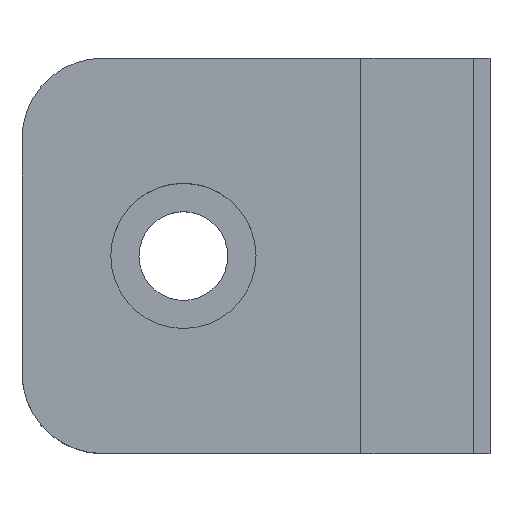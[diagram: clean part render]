
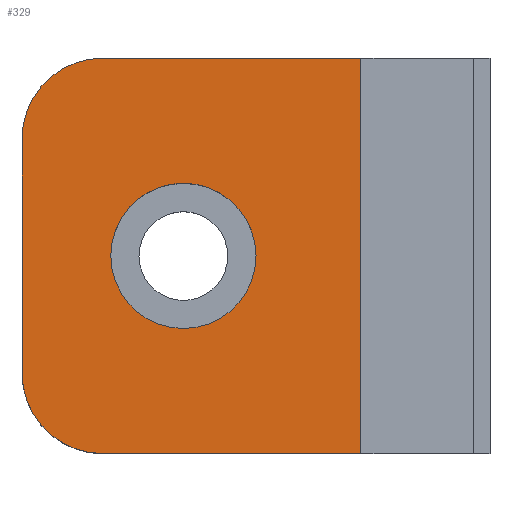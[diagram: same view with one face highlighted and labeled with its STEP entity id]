
A CAD part, top view. The second image highlights one B-rep face of the part: STEP entity #329.
In plain terms, the highlighted planar face has unit normal (0, 0, 1).
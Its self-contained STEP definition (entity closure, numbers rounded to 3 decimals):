
#15=FACE_BOUND('',#59,.T.);
#26=PLANE('',#369);
#40=FACE_OUTER_BOUND('',#58,.T.);
#58=EDGE_LOOP('',(#268,#269,#270,#271,#272,#273));
#59=EDGE_LOOP('',(#274));
#77=LINE('',#501,#112);
#88=LINE('',#523,#123);
#96=LINE('',#539,#131);
#97=LINE('',#543,#132);
#112=VECTOR('',#403,10.);
#123=VECTOR('',#420,10.);
#131=VECTOR('',#438,10.);
#132=VECTOR('',#441,10.);
#142=CIRCLE('',#370,5.);
#143=CIRCLE('',#371,5.);
#144=CIRCLE('',#372,4.5);
#158=VERTEX_POINT('',#498);
#159=VERTEX_POINT('',#500);
#166=VERTEX_POINT('',#520);
#170=VERTEX_POINT('',#538);
#171=VERTEX_POINT('',#540);
#172=VERTEX_POINT('',#542);
#173=VERTEX_POINT('',#545);
#189=EDGE_CURVE('',#159,#158,#77,.T.);
#200=EDGE_CURVE('',#158,#166,#88,.T.);
#208=EDGE_CURVE('',#166,#170,#96,.T.);
#209=EDGE_CURVE('',#171,#170,#142,.T.);
#210=EDGE_CURVE('',#171,#172,#97,.T.);
#211=EDGE_CURVE('',#159,#172,#143,.T.);
#212=EDGE_CURVE('',#173,#173,#144,.T.);
#268=ORIENTED_EDGE('',*,*,#200,.T.);
#269=ORIENTED_EDGE('',*,*,#208,.T.);
#270=ORIENTED_EDGE('',*,*,#209,.F.);
#271=ORIENTED_EDGE('',*,*,#210,.T.);
#272=ORIENTED_EDGE('',*,*,#211,.F.);
#273=ORIENTED_EDGE('',*,*,#189,.T.);
#274=ORIENTED_EDGE('',*,*,#212,.T.);
#329=ADVANCED_FACE('',(#40,#15),#26,.T.);
#369=AXIS2_PLACEMENT_3D('',#537,#436,#437);
#370=AXIS2_PLACEMENT_3D('',#541,#439,#440);
#371=AXIS2_PLACEMENT_3D('',#544,#442,#443);
#372=AXIS2_PLACEMENT_3D('',#546,#444,#445);
#403=DIRECTION('',(1.,0.,0.));
#420=DIRECTION('',(0.,1.,0.));
#436=DIRECTION('center_axis',(0.,0.,1.));
#437=DIRECTION('ref_axis',(1.,0.,0.));
#438=DIRECTION('',(-1.,0.,0.));
#439=DIRECTION('center_axis',(0.,0.,-1.));
#440=DIRECTION('ref_axis',(-0.707,0.707,0.));
#441=DIRECTION('',(0.,-1.,0.));
#442=DIRECTION('center_axis',(0.,0.,-1.));
#443=DIRECTION('ref_axis',(-0.707,-0.707,0.));
#444=DIRECTION('center_axis',(0.,0.,-1.));
#445=DIRECTION('ref_axis',(1.,0.,0.));
#498=CARTESIAN_POINT('',(6.5,-12.25,5.5));
#500=CARTESIAN_POINT('',(-9.5,-12.25,5.5));
#501=CARTESIAN_POINT('',(-14.5,-12.25,5.5));
#520=CARTESIAN_POINT('',(6.5,12.25,5.5));
#523=CARTESIAN_POINT('',(6.5,-6.125,5.5));
#537=CARTESIAN_POINT('Origin',(0.,0.,5.5));
#538=CARTESIAN_POINT('',(-9.5,12.25,5.5));
#539=CARTESIAN_POINT('',(14.5,12.25,5.5));
#540=CARTESIAN_POINT('',(-14.5,7.25,5.5));
#541=CARTESIAN_POINT('Origin',(-9.5,7.25,5.5));
#542=CARTESIAN_POINT('',(-14.5,-7.25,5.5));
#543=CARTESIAN_POINT('',(-14.5,12.25,5.5));
#544=CARTESIAN_POINT('Origin',(-9.5,-7.25,5.5));
#545=CARTESIAN_POINT('',(-9.,0.,5.5));
#546=CARTESIAN_POINT('Origin',(-4.5,0.,5.5));
